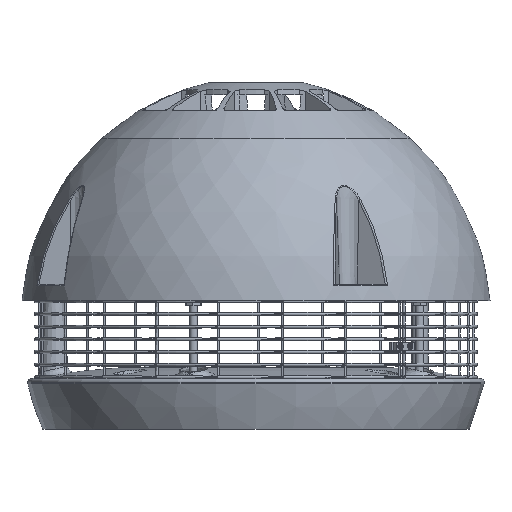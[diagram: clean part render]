
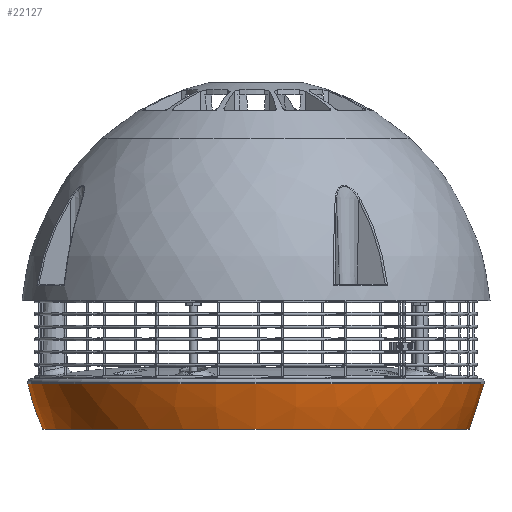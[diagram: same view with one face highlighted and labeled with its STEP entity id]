
A CAD part, front view. The second image highlights one B-rep face of the part: STEP entity #22127.
In plain terms, the highlighted free-form (B-spline) face has degree [2, 2] with [3, 9] control points.
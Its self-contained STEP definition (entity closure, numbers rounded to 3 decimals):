
#342=(
BOUNDED_SURFACE()
B_SPLINE_SURFACE(2,2,((#46712,#46713,#46714,#46715,#46716,#46717,#46718,
#46719,#46720),(#46721,#46722,#46723,#46724,#46725,#46726,#46727,#46728,
#46729),(#46730,#46731,#46732,#46733,#46734,#46735,#46736,#46737,#46738)),
 .UNSPECIFIED.,.F.,.T.,.F.)
B_SPLINE_SURFACE_WITH_KNOTS((3,3),(3,2,2,2,3),(-0.416,-0.225),
(-3.142,-1.571,0.,1.571,3.142),
 .UNSPECIFIED.)
GEOMETRIC_REPRESENTATION_ITEM()
RATIONAL_B_SPLINE_SURFACE(((1.,0.707,1.,0.707,1.,
0.707,1.,0.707,1.),(0.995,0.704,
0.995,0.704,0.995,0.704,
0.995,0.704,0.995),(1.,0.707,
1.,0.707,1.,0.707,1.,0.707,1.)))
REPRESENTATION_ITEM('')
SURFACE()
);
#5273=FACE_OUTER_BOUND('',#6373,.T.);
#6373=EDGE_LOOP('',(#17220,#17221,#17222,#17223,#17224,#17225));
#7335=CIRCLE('',#23572,279.25);
#7336=CIRCLE('',#23573,279.25);
#7501=CIRCLE('',#23864,260.843);
#7502=CIRCLE('',#23865,260.843);
#7503=CIRCLE('',#23866,307.);
#8808=VERTEX_POINT('',#42069);
#8809=VERTEX_POINT('',#42071);
#8975=VERTEX_POINT('',#46708);
#8976=VERTEX_POINT('',#46709);
#11658=EDGE_CURVE('',#8808,#8809,#7335,.T.);
#11659=EDGE_CURVE('',#8809,#8808,#7336,.T.);
#11995=EDGE_CURVE('',#8975,#8976,#7501,.T.);
#11996=EDGE_CURVE('',#8976,#8975,#7502,.T.);
#11997=EDGE_CURVE('',#8808,#8976,#7503,.T.);
#17220=ORIENTED_EDGE('',*,*,#11659,.F.);
#17221=ORIENTED_EDGE('',*,*,#11658,.F.);
#17222=ORIENTED_EDGE('',*,*,#11997,.T.);
#17223=ORIENTED_EDGE('',*,*,#11996,.T.);
#17224=ORIENTED_EDGE('',*,*,#11995,.T.);
#17225=ORIENTED_EDGE('',*,*,#11997,.F.);
#22127=ADVANCED_FACE('',(#5273),#342,.F.);
#23572=AXIS2_PLACEMENT_3D('',#42072,#26578,#26579);
#23573=AXIS2_PLACEMENT_3D('',#42073,#26580,#26581);
#23864=AXIS2_PLACEMENT_3D('',#46710,#27231,#27232);
#23865=AXIS2_PLACEMENT_3D('',#46711,#27233,#27234);
#23866=AXIS2_PLACEMENT_3D('',#46739,#27235,#27236);
#26578=DIRECTION('center_axis',(0.,0.,1.));
#26579=DIRECTION('ref_axis',(1.,0.,0.));
#26580=DIRECTION('center_axis',(0.,0.,1.));
#26581=DIRECTION('ref_axis',(1.,0.,0.));
#27231=DIRECTION('center_axis',(0.,0.,1.));
#27232=DIRECTION('ref_axis',(1.,0.,0.));
#27233=DIRECTION('center_axis',(0.,0.,1.));
#27234=DIRECTION('ref_axis',(1.,0.,0.));
#27235=DIRECTION('center_axis',(0.,-1.,0.));
#27236=DIRECTION('ref_axis',(-1.,0.,0.));
#42069=CARTESIAN_POINT('',(-279.25,0.,-5.676));
#42071=CARTESIAN_POINT('',(279.25,0.,-5.676));
#42072=CARTESIAN_POINT('Origin',(0.,0.,-5.676));
#42073=CARTESIAN_POINT('Origin',(0.,0.,-5.676));
#46708=CARTESIAN_POINT('',(260.843,0.,-61.131));
#46709=CARTESIAN_POINT('',(-260.843,0.,-61.131));
#46710=CARTESIAN_POINT('Origin',(0.,0.,-61.131));
#46711=CARTESIAN_POINT('Origin',(0.,0.,-61.131));
#46712=CARTESIAN_POINT('Ctrl Pts',(-260.843,0.,-61.131));
#46713=CARTESIAN_POINT('Ctrl Pts',(-260.843,-260.843,
-61.131));
#46714=CARTESIAN_POINT('Ctrl Pts',(0.,-260.843,-61.131));
#46715=CARTESIAN_POINT('Ctrl Pts',(260.843,-260.843,-61.131));
#46716=CARTESIAN_POINT('Ctrl Pts',(260.843,0.,-61.131));
#46717=CARTESIAN_POINT('Ctrl Pts',(260.843,260.843,-61.131));
#46718=CARTESIAN_POINT('Ctrl Pts',(0.,260.843,-61.131));
#46719=CARTESIAN_POINT('Ctrl Pts',(-260.843,260.843,-61.131));
#46720=CARTESIAN_POINT('Ctrl Pts',(-260.843,0.,-61.131));
#46721=CARTESIAN_POINT('Ctrl Pts',(-272.697,0.,-34.283));
#46722=CARTESIAN_POINT('Ctrl Pts',(-272.697,-272.697,
-34.283));
#46723=CARTESIAN_POINT('Ctrl Pts',(0.,-272.697,-34.283));
#46724=CARTESIAN_POINT('Ctrl Pts',(272.697,-272.697,-34.283));
#46725=CARTESIAN_POINT('Ctrl Pts',(272.697,0.,-34.283));
#46726=CARTESIAN_POINT('Ctrl Pts',(272.697,272.697,-34.283));
#46727=CARTESIAN_POINT('Ctrl Pts',(0.,272.697,-34.283));
#46728=CARTESIAN_POINT('Ctrl Pts',(-272.697,272.697,-34.283));
#46729=CARTESIAN_POINT('Ctrl Pts',(-272.697,0.,-34.283));
#46730=CARTESIAN_POINT('Ctrl Pts',(-279.25,0.,-5.676));
#46731=CARTESIAN_POINT('Ctrl Pts',(-279.25,-279.25,-5.676));
#46732=CARTESIAN_POINT('Ctrl Pts',(0.,-279.25,-5.676));
#46733=CARTESIAN_POINT('Ctrl Pts',(279.25,-279.25,-5.676));
#46734=CARTESIAN_POINT('Ctrl Pts',(279.25,0.,-5.676));
#46735=CARTESIAN_POINT('Ctrl Pts',(279.25,279.25,-5.676));
#46736=CARTESIAN_POINT('Ctrl Pts',(0.,279.25,-5.676));
#46737=CARTESIAN_POINT('Ctrl Pts',(-279.25,279.25,-5.676));
#46738=CARTESIAN_POINT('Ctrl Pts',(-279.25,0.,-5.676));
#46739=CARTESIAN_POINT('Origin',(20.,0.,62.869));
